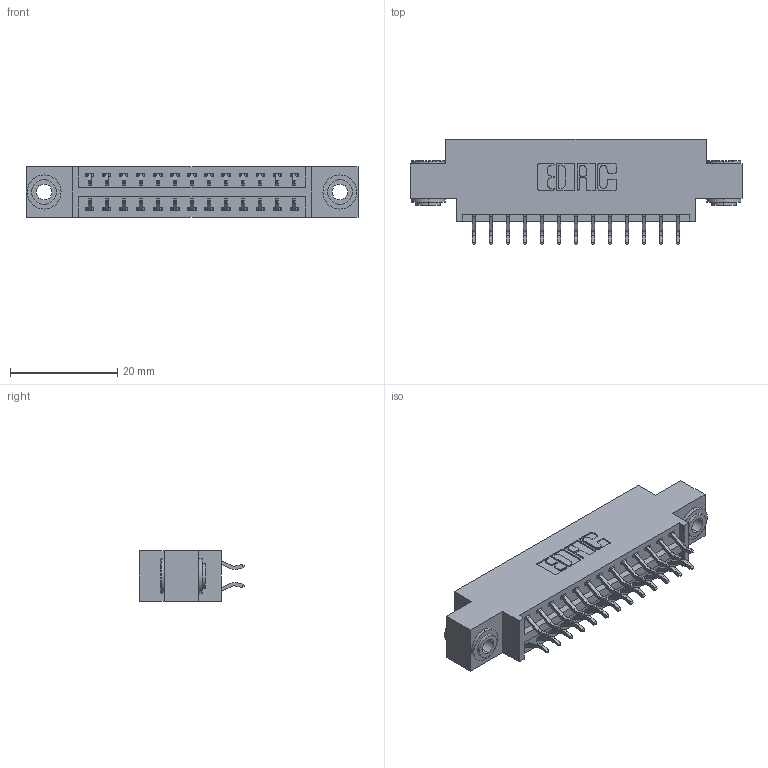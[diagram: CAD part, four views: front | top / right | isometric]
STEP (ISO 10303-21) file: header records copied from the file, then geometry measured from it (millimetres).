
FILE_DESCRIPTION (( 'STEP AP203' ), '1' );
FILE_NAME ('346-026-556-803.STEP', '2022-05-19T02:34:11', ( '' ), ( '' ), 'SwSTEP 2.0', 'SolidWorks 2020', '' );
FILE_SCHEMA (( 'CONFIG_CONTROL_DESIGN' ));
Length unit declared in the file: inch
Products named in the file (4): 346 Part_0.170 Offset - 0.156 Dia-TH; 346-026-556-803; 345-292-001_556 Tail; 345-250-002_345-250-002-102
Assembly tree (29 placements, depth 2):
  346-026-556-803
    346 Part_0.170 Offset - 0.156 Dia-TH
    345-292-001_556 Tail  x26
    345-250-002_345-250-002-102  x2
Bounding box: 61.85 x 19.57 x 9.4 mm (x, y, z)
Volume: 5651.5 mm3; surface area: 7716.7 mm2
Topology: 29 solids, 29 shells, 1686 faces, 4951 edges, 3262 vertices
Faces by surface type: plane 1118, cylinder 560, cone 8
Entity records: 13806 total; most frequent: CARTESIAN_POINT 2313, ORIENTED_EDGE 2226, DIRECTION 2107, EDGE_CURVE 1113, VECTOR 897, LINE 897, VERTEX_POINT 738, AXIS2_PLACEMENT_3D 605
